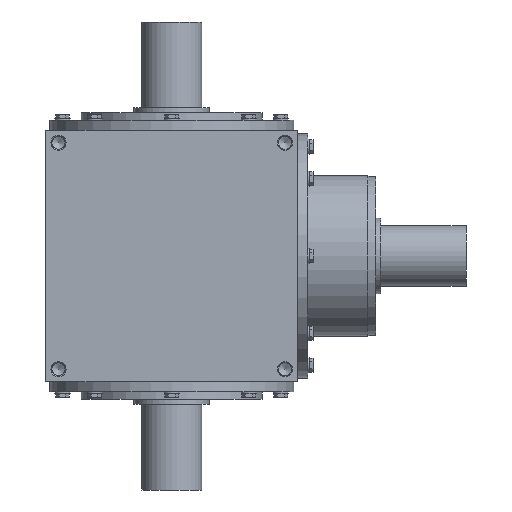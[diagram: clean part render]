
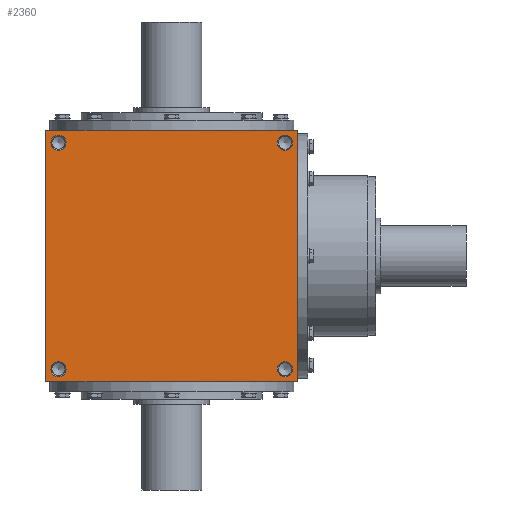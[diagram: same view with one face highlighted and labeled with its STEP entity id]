
A CAD part, front view. The second image highlights one B-rep face of the part: STEP entity #2360.
In plain terms, the highlighted planar face has unit normal (0, -1, 0).
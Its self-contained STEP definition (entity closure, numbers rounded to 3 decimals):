
#347=LINE('',#4302,#387);
#350=LINE('',#4316,#390);
#351=LINE('',#4318,#391);
#352=LINE('',#4320,#392);
#387=VECTOR('',#3449,1000.);
#390=VECTOR('',#3462,1000.);
#391=VECTOR('',#3463,1000.);
#392=VECTOR('',#3464,1000.);
#791=ORIENTED_EDGE('',*,*,#1225,.T.);
#792=ORIENTED_EDGE('',*,*,#1226,.T.);
#793=ORIENTED_EDGE('',*,*,#1227,.F.);
#794=ORIENTED_EDGE('',*,*,#1228,.F.);
#795=ORIENTED_EDGE('',*,*,#1229,.T.);
#796=ORIENTED_EDGE('',*,*,#1230,.F.);
#797=ORIENTED_EDGE('',*,*,#1231,.F.);
#798=ORIENTED_EDGE('',*,*,#1222,.T.);
#1222=EDGE_CURVE('',#1441,#1440,#347,.T.);
#1225=EDGE_CURVE('',#1443,#1443,#1587,.T.);
#1226=EDGE_CURVE('',#1444,#1444,#1588,.T.);
#1227=EDGE_CURVE('',#1445,#1445,#1589,.T.);
#1228=EDGE_CURVE('',#1446,#1446,#1590,.T.);
#1229=EDGE_CURVE('',#1440,#1447,#350,.T.);
#1230=EDGE_CURVE('',#1448,#1447,#351,.T.);
#1231=EDGE_CURVE('',#1441,#1448,#352,.T.);
#1440=VERTEX_POINT('',#4301);
#1441=VERTEX_POINT('',#4303);
#1443=VERTEX_POINT('',#4309);
#1444=VERTEX_POINT('',#4311);
#1445=VERTEX_POINT('',#4313);
#1446=VERTEX_POINT('',#4315);
#1447=VERTEX_POINT('',#4317);
#1448=VERTEX_POINT('',#4319);
#1587=CIRCLE('',#2757,15.);
#1588=CIRCLE('',#2758,15.);
#1589=CIRCLE('',#2759,15.);
#1590=CIRCLE('',#2760,15.);
#1768=EDGE_LOOP('',(#791));
#1769=EDGE_LOOP('',(#792));
#1770=EDGE_LOOP('',(#793));
#1771=EDGE_LOOP('',(#794));
#1772=EDGE_LOOP('',(#795,#796,#797,#798));
#2062=FACE_BOUND('',#1768,.T.);
#2063=FACE_BOUND('',#1769,.T.);
#2064=FACE_BOUND('',#1770,.T.);
#2065=FACE_BOUND('',#1771,.T.);
#2066=FACE_BOUND('',#1772,.T.);
#2272=PLANE('',#2756);
#2360=ADVANCED_FACE('',(#2062,#2063,#2064,#2065,#2066),#2272,.F.);
#2756=AXIS2_PLACEMENT_3D('',#4307,#3452,#3453);
#2757=AXIS2_PLACEMENT_3D('',#4308,#3454,#3455);
#2758=AXIS2_PLACEMENT_3D('',#4310,#3456,#3457);
#2759=AXIS2_PLACEMENT_3D('',#4312,#3458,#3459);
#2760=AXIS2_PLACEMENT_3D('',#4314,#3460,#3461);
#3449=DIRECTION('',(0.,0.,-1.));
#3452=DIRECTION('',(0.,1.,0.));
#3453=DIRECTION('',(0.,0.,1.));
#3454=DIRECTION('',(0.,1.,0.));
#3455=DIRECTION('',(0.,0.,1.));
#3456=DIRECTION('',(0.,1.,0.));
#3457=DIRECTION('',(0.,0.,1.));
#3458=DIRECTION('',(0.,-1.,0.));
#3459=DIRECTION('',(0.,0.,-1.));
#3460=DIRECTION('',(0.,-1.,0.));
#3461=DIRECTION('',(0.,0.,-1.));
#3462=DIRECTION('',(1.,0.,0.));
#3463=DIRECTION('',(0.,0.,-1.));
#3464=DIRECTION('',(1.,0.,0.));
#4301=CARTESIAN_POINT('',(-250.,-250.,-250.));
#4302=CARTESIAN_POINT('',(-250.,-250.,250.));
#4303=CARTESIAN_POINT('',(-250.,-250.,250.));
#4307=CARTESIAN_POINT('',(-250.,-250.,250.));
#4308=CARTESIAN_POINT('',(-225.,-250.,-225.));
#4309=CARTESIAN_POINT('',(-225.,-250.,-210.));
#4310=CARTESIAN_POINT('',(-225.,-250.,225.));
#4311=CARTESIAN_POINT('',(-225.,-250.,240.));
#4312=CARTESIAN_POINT('',(225.,-250.,-225.));
#4313=CARTESIAN_POINT('',(225.,-250.,-240.));
#4314=CARTESIAN_POINT('',(225.,-250.,225.));
#4315=CARTESIAN_POINT('',(225.,-250.,210.));
#4316=CARTESIAN_POINT('',(-250.,-250.,-250.));
#4317=CARTESIAN_POINT('',(250.,-250.,-250.));
#4318=CARTESIAN_POINT('',(250.,-250.,250.));
#4319=CARTESIAN_POINT('',(250.,-250.,250.));
#4320=CARTESIAN_POINT('',(-250.,-250.,250.));
